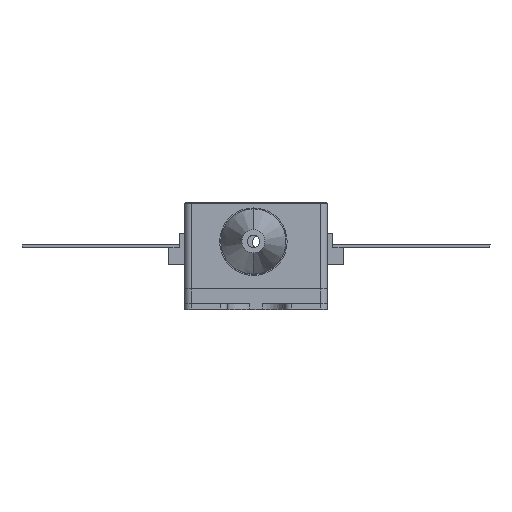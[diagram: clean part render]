
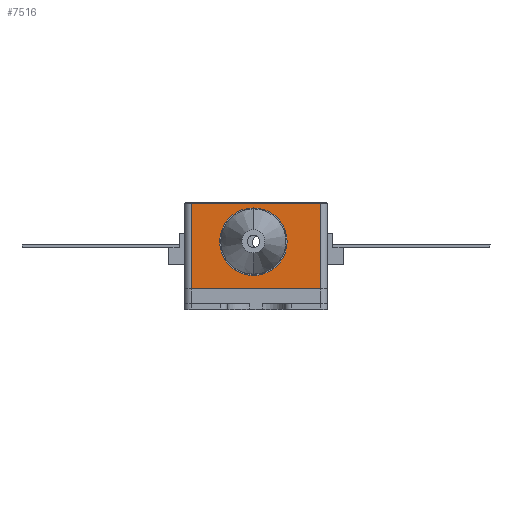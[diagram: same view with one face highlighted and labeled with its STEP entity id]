
A CAD part, top view. The second image highlights one B-rep face of the part: STEP entity #7516.
In plain terms, the highlighted planar face has unit normal (0, 0, 1).
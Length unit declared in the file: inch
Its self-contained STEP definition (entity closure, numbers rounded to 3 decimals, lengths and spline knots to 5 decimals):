
#517 = DIRECTION ( 'NONE',  ( 0., 1., 0. ) ) ;
#673 = ORIENTED_EDGE ( 'NONE', *, *, #1404, .T. ) ;
#1026 = EDGE_CURVE ( 'NONE', #10282, #4840, #10218, .T. ) ;
#1371 = CARTESIAN_POINT ( 'NONE',  ( 0.07063, 0.1524, 0.07026 ) ) ;
#1404 = EDGE_CURVE ( 'NONE', #13023, #10282, #12835, .T. ) ;
#1837 = ORIENTED_EDGE ( 'NONE', *, *, #1026, .T. ) ;
#1978 = EDGE_LOOP ( 'NONE', ( #17719, #2534 ) ) ;
#2000 = CARTESIAN_POINT ( 'NONE',  ( 0.047, 0.1524, 0.07026 ) ) ;
#2534 = ORIENTED_EDGE ( 'NONE', *, *, #4315, .F. ) ;
#2766 = FACE_BOUND ( 'NONE', #1978, .T. ) ;
#2782 = VECTOR ( 'NONE', #517, 39.37008 ) ;
#3025 = CARTESIAN_POINT ( 'NONE',  ( 0.22529, 0.31775, 0.07026 ) ) ;
#3288 = DIRECTION ( 'NONE',  ( 1., 0., 0. ) ) ;
#3310 = AXIS2_PLACEMENT_3D ( 'NONE', #6500, #11525, #21989 ) ;
#3838 = VECTOR ( 'NONE', #7690, 39.37008 ) ;
#3879 = EDGE_CURVE ( 'NONE', #12537, #13023, #12004, .T. ) ;
#4315 = EDGE_CURVE ( 'NONE', #7301, #20779, #13286, .T. ) ;
#4714 = CIRCLE ( 'NONE', #3310, 0.0625 ) ;
#4840 = VERTEX_POINT ( 'NONE', #14013 ) ;
#5412 = CARTESIAN_POINT ( 'NONE',  ( 0.52338, 0.45161, 0.07026 ) ) ;
#6500 = CARTESIAN_POINT ( 'NONE',  ( 0.28779, 0.31775, 0.07026 ) ) ;
#6877 = CARTESIAN_POINT ( 'NONE',  ( 0.047, 0.1524, 0.07026 ) ) ;
#6964 = VECTOR ( 'NONE', #18217, 39.37008 ) ;
#7301 = VERTEX_POINT ( 'NONE', #3025 ) ;
#7516 = ADVANCED_FACE ( 'NONE', ( #2766, #14195 ), #17729, .T. ) ;
#7690 = DIRECTION ( 'NONE',  ( -1., 0., 0. ) ) ;
#8021 = ORIENTED_EDGE ( 'NONE', *, *, #12417, .T. ) ;
#8224 = ORIENTED_EDGE ( 'NONE', *, *, #3879, .T. ) ;
#8777 = AXIS2_PLACEMENT_3D ( 'NONE', #2000, #13872, #10433 ) ;
#9898 = LINE ( 'NONE', #13037, #3838 ) ;
#10218 = LINE ( 'NONE', #5412, #2782 ) ;
#10282 = VERTEX_POINT ( 'NONE', #10858 ) ;
#10433 = DIRECTION ( 'NONE',  ( 1., 0., 0. ) ) ;
#10858 = CARTESIAN_POINT ( 'NONE',  ( 0.52338, 0.1524, 0.07026 ) ) ;
#11132 = AXIS2_PLACEMENT_3D ( 'NONE', #19577, #11229, #16155 ) ;
#11229 = DIRECTION ( 'NONE',  ( 0., 0., 1. ) ) ;
#11525 = DIRECTION ( 'NONE',  ( 0., 0., 1. ) ) ;
#12004 = LINE ( 'NONE', #16682, #6964 ) ;
#12417 = EDGE_CURVE ( 'NONE', #4840, #12537, #9898, .T. ) ;
#12537 = VERTEX_POINT ( 'NONE', #13849 ) ;
#12739 = CARTESIAN_POINT ( 'NONE',  ( 0.35029, 0.31775, 0.07026 ) ) ;
#12835 = LINE ( 'NONE', #6877, #21342 ) ;
#13023 = VERTEX_POINT ( 'NONE', #1371 ) ;
#13037 = CARTESIAN_POINT ( 'NONE',  ( 0.047, 0.45161, 0.07026 ) ) ;
#13286 = CIRCLE ( 'NONE', #11132, 0.0625 ) ;
#13849 = CARTESIAN_POINT ( 'NONE',  ( 0.07063, 0.45161, 0.07026 ) ) ;
#13872 = DIRECTION ( 'NONE',  ( 0., 0., 1. ) ) ;
#14013 = CARTESIAN_POINT ( 'NONE',  ( 0.52338, 0.45161, 0.07026 ) ) ;
#14195 = FACE_OUTER_BOUND ( 'NONE', #14304, .T. ) ;
#14304 = EDGE_LOOP ( 'NONE', ( #8021, #8224, #673, #1837 ) ) ;
#16155 = DIRECTION ( 'NONE',  ( 1., 0., 0. ) ) ;
#16682 = CARTESIAN_POINT ( 'NONE',  ( 0.07063, 0.1524, 0.07026 ) ) ;
#16904 = EDGE_CURVE ( 'NONE', #20779, #7301, #4714, .T. ) ;
#17719 = ORIENTED_EDGE ( 'NONE', *, *, #16904, .F. ) ;
#17729 = PLANE ( 'NONE',  #8777 ) ;
#18217 = DIRECTION ( 'NONE',  ( 0., -1., 0. ) ) ;
#19577 = CARTESIAN_POINT ( 'NONE',  ( 0.28779, 0.31775, 0.07026 ) ) ;
#20779 = VERTEX_POINT ( 'NONE', #12739 ) ;
#21342 = VECTOR ( 'NONE', #3288, 39.37008 ) ;
#21989 = DIRECTION ( 'NONE',  ( 1., 0., 0. ) ) ;
